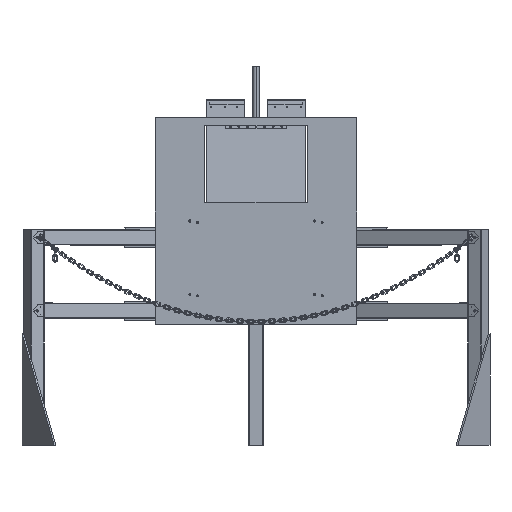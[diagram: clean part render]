
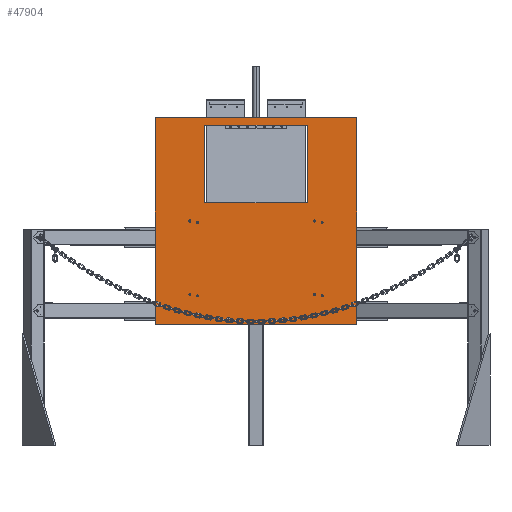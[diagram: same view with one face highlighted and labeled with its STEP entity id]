
A CAD part, top view. The second image highlights one B-rep face of the part: STEP entity #47904.
In plain terms, the highlighted planar face has unit normal (0, 0, 1).
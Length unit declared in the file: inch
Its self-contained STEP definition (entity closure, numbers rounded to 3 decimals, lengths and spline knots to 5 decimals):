
#46 = CARTESIAN_POINT ( 'NONE',  ( 11.625, 28.25, 0.46875 ) ) ;
#996 = ORIENTED_EDGE ( 'NONE', *, *, #49336, .T. ) ;
#1419 = EDGE_CURVE ( 'NONE', #18662, #5231, #13518, .T. ) ;
#1545 = VERTEX_POINT ( 'NONE', #37052 ) ;
#2047 = CIRCLE ( 'NONE', #22440, 0.125 ) ;
#2160 = CARTESIAN_POINT ( 'NONE',  ( 0., 0., 0.46875 ) ) ;
#2333 = CARTESIAN_POINT ( 'NONE',  ( 11.5, 46.25, 0.46875 ) ) ;
#2370 = CARTESIAN_POINT ( 'NONE',  ( 47., 0., 0.46875 ) ) ;
#2386 = VERTEX_POINT ( 'NONE', #3164 ) ;
#2562 = CARTESIAN_POINT ( 'NONE',  ( 11.5, 46.125, 0.46875 ) ) ;
#2835 = ORIENTED_EDGE ( 'NONE', *, *, #15800, .T. ) ;
#3117 = DIRECTION ( 'NONE',  ( 0., -1., 0. ) ) ;
#3164 = CARTESIAN_POINT ( 'NONE',  ( 11.5, 28.375, 0.46875 ) ) ;
#3899 = ORIENTED_EDGE ( 'NONE', *, *, #45421, .T. ) ;
#4094 = VERTEX_POINT ( 'NONE', #16175 ) ;
#4220 = EDGE_CURVE ( 'NONE', #45568, #24831, #17498, .T. ) ;
#4226 = VECTOR ( 'NONE', #30820, 39.37008 ) ;
#5087 = ORIENTED_EDGE ( 'NONE', *, *, #20712, .F. ) ;
#5231 = VERTEX_POINT ( 'NONE', #51039 ) ;
#5624 = VERTEX_POINT ( 'NONE', #8740 ) ;
#6163 = LINE ( 'NONE', #22117, #45280 ) ;
#6668 = CARTESIAN_POINT ( 'NONE',  ( 47., 0., 0.46875 ) ) ;
#7131 = ORIENTED_EDGE ( 'NONE', *, *, #44174, .T. ) ;
#8068 = EDGE_CURVE ( 'NONE', #1545, #4094, #15115, .T. ) ;
#8740 = CARTESIAN_POINT ( 'NONE',  ( 35.5, 28.375, 0.46875 ) ) ;
#9110 = PLANE ( 'NONE',  #49529 ) ;
#9197 = AXIS2_PLACEMENT_3D ( 'NONE', #45196, #28999, #36678 ) ;
#9526 = DIRECTION ( 'NONE',  ( 1., 0., 0. ) ) ;
#9661 = AXIS2_PLACEMENT_3D ( 'NONE', #32737, #24438, #27946 ) ;
#11115 = VECTOR ( 'NONE', #3117, 39.37008 ) ;
#11553 = EDGE_LOOP ( 'NONE', ( #27348, #996, #5087, #2835, #22534, #7131, #14209, #35234 ) ) ;
#13518 = LINE ( 'NONE', #45938, #45234 ) ;
#13633 = DIRECTION ( 'NONE',  ( 0., 0., -1. ) ) ;
#13918 = VERTEX_POINT ( 'NONE', #35671 ) ;
#14209 = ORIENTED_EDGE ( 'NONE', *, *, #49137, .F. ) ;
#15115 = LINE ( 'NONE', #51525, #41808 ) ;
#15118 = CARTESIAN_POINT ( 'NONE',  ( 0., 48., 0.46875 ) ) ;
#15652 = CARTESIAN_POINT ( 'NONE',  ( 0., 0., 0.46875 ) ) ;
#15800 = EDGE_CURVE ( 'NONE', #41073, #4094, #2047, .T. ) ;
#16175 = CARTESIAN_POINT ( 'NONE',  ( 11.625, 46.25, 0.46875 ) ) ;
#16806 = VERTEX_POINT ( 'NONE', #36215 ) ;
#17498 = LINE ( 'NONE', #33709, #44076 ) ;
#18059 = DIRECTION ( 'NONE',  ( -1., 0., 0. ) ) ;
#18662 = VERTEX_POINT ( 'NONE', #46 ) ;
#18978 = CIRCLE ( 'NONE', #9661, 0.125 ) ;
#20712 = EDGE_CURVE ( 'NONE', #41073, #2386, #38525, .T. ) ;
#22117 = CARTESIAN_POINT ( 'NONE',  ( 35.5, 46.25, 0.46875 ) ) ;
#22390 = DIRECTION ( 'NONE',  ( 0., 1., 0. ) ) ;
#22440 = AXIS2_PLACEMENT_3D ( 'NONE', #50738, #46738, #34278 ) ;
#22534 = ORIENTED_EDGE ( 'NONE', *, *, #8068, .F. ) ;
#24438 = DIRECTION ( 'NONE',  ( 0., 0., -1. ) ) ;
#24831 = VERTEX_POINT ( 'NONE', #52391 ) ;
#25172 = DIRECTION ( 'NONE',  ( 0., -1., 0. ) ) ;
#25570 = DIRECTION ( 'NONE',  ( -1., 0., 0. ) ) ;
#26102 = FACE_OUTER_BOUND ( 'NONE', #48441, .T. ) ;
#27069 = DIRECTION ( 'NONE',  ( 1., 0., 0. ) ) ;
#27348 = ORIENTED_EDGE ( 'NONE', *, *, #1419, .F. ) ;
#27946 = DIRECTION ( 'NONE',  ( -1., 0., 0. ) ) ;
#28999 = DIRECTION ( 'NONE',  ( 0., 0., -1. ) ) ;
#29287 = EDGE_CURVE ( 'NONE', #30828, #13918, #38806, .T. ) ;
#30585 = AXIS2_PLACEMENT_3D ( 'NONE', #32746, #40157, #48681 ) ;
#30820 = DIRECTION ( 'NONE',  ( -1., 0., 0. ) ) ;
#30828 = VERTEX_POINT ( 'NONE', #6668 ) ;
#32142 = CIRCLE ( 'NONE', #9197, 0.125 ) ;
#32324 = VECTOR ( 'NONE', #27069, 39.37008 ) ;
#32737 = CARTESIAN_POINT ( 'NONE',  ( 11.625, 28.375, 0.46875 ) ) ;
#32746 = CARTESIAN_POINT ( 'NONE',  ( 35.375, 28.375, 0.46875 ) ) ;
#33709 = CARTESIAN_POINT ( 'NONE',  ( 0., 0., 0.46875 ) ) ;
#34278 = DIRECTION ( 'NONE',  ( -1., 0., 0. ) ) ;
#35234 = ORIENTED_EDGE ( 'NONE', *, *, #45106, .T. ) ;
#35671 = CARTESIAN_POINT ( 'NONE',  ( 47., 48., 0.46875 ) ) ;
#36215 = CARTESIAN_POINT ( 'NONE',  ( 35.5, 46.125, 0.46875 ) ) ;
#36678 = DIRECTION ( 'NONE',  ( -1., 0., 0. ) ) ;
#37052 = CARTESIAN_POINT ( 'NONE',  ( 35.375, 46.25, 0.46875 ) ) ;
#38525 = LINE ( 'NONE', #2333, #11115 ) ;
#38806 = LINE ( 'NONE', #2370, #44100 ) ;
#39851 = DIRECTION ( 'NONE',  ( 0., 1., 0. ) ) ;
#40157 = DIRECTION ( 'NONE',  ( 0., 0., -1. ) ) ;
#40689 = CIRCLE ( 'NONE', #30585, 0.125 ) ;
#41073 = VERTEX_POINT ( 'NONE', #2562 ) ;
#41808 = VECTOR ( 'NONE', #18059, 39.37008 ) ;
#42004 = LINE ( 'NONE', #42497, #4226 ) ;
#42332 = FACE_BOUND ( 'NONE', #11553, .T. ) ;
#42497 = CARTESIAN_POINT ( 'NONE',  ( 0., 48., 0.46875 ) ) ;
#43297 = LINE ( 'NONE', #15652, #32324 ) ;
#43347 = ORIENTED_EDGE ( 'NONE', *, *, #4220, .T. ) ;
#44076 = VECTOR ( 'NONE', #25172, 39.37008 ) ;
#44100 = VECTOR ( 'NONE', #39851, 39.37008 ) ;
#44174 = EDGE_CURVE ( 'NONE', #1545, #16806, #32142, .T. ) ;
#44676 = ORIENTED_EDGE ( 'NONE', *, *, #45556, .T. ) ;
#45106 = EDGE_CURVE ( 'NONE', #5624, #5231, #40689, .T. ) ;
#45196 = CARTESIAN_POINT ( 'NONE',  ( 35.375, 46.125, 0.46875 ) ) ;
#45234 = VECTOR ( 'NONE', #9526, 39.37008 ) ;
#45280 = VECTOR ( 'NONE', #22390, 39.37008 ) ;
#45421 = EDGE_CURVE ( 'NONE', #13918, #45568, #42004, .T. ) ;
#45556 = EDGE_CURVE ( 'NONE', #24831, #30828, #43297, .T. ) ;
#45568 = VERTEX_POINT ( 'NONE', #15118 ) ;
#45938 = CARTESIAN_POINT ( 'NONE',  ( 11.5, 28.25, 0.46875 ) ) ;
#46738 = DIRECTION ( 'NONE',  ( 0., 0., -1. ) ) ;
#47904 = ADVANCED_FACE ( 'NONE', ( #42332, #26102 ), #9110, .F. ) ;
#48441 = EDGE_LOOP ( 'NONE', ( #43347, #44676, #48488, #3899 ) ) ;
#48488 = ORIENTED_EDGE ( 'NONE', *, *, #29287, .T. ) ;
#48681 = DIRECTION ( 'NONE',  ( -1., 0., 0. ) ) ;
#49137 = EDGE_CURVE ( 'NONE', #5624, #16806, #6163, .T. ) ;
#49336 = EDGE_CURVE ( 'NONE', #18662, #2386, #18978, .T. ) ;
#49529 = AXIS2_PLACEMENT_3D ( 'NONE', #2160, #13633, #25570 ) ;
#50738 = CARTESIAN_POINT ( 'NONE',  ( 11.625, 46.125, 0.46875 ) ) ;
#51039 = CARTESIAN_POINT ( 'NONE',  ( 35.375, 28.25, 0.46875 ) ) ;
#51525 = CARTESIAN_POINT ( 'NONE',  ( 35.5, 46.25, 0.46875 ) ) ;
#52391 = CARTESIAN_POINT ( 'NONE',  ( 0., 0., 0.46875 ) ) ;
